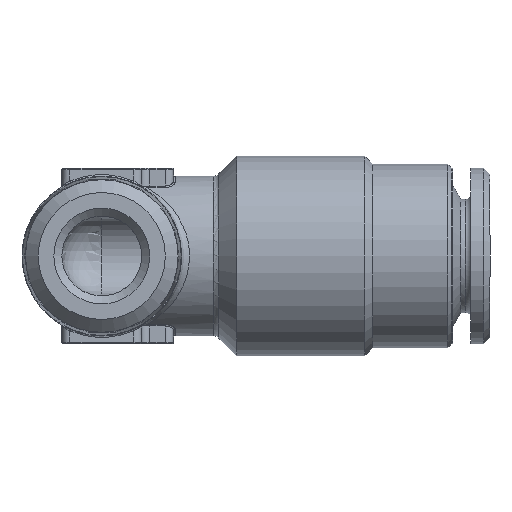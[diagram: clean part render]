
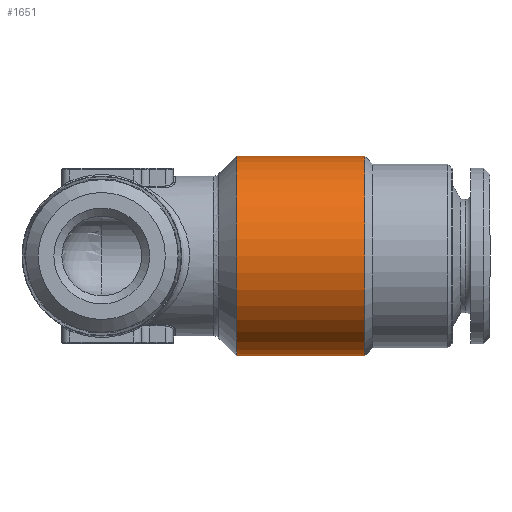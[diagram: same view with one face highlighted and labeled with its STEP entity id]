
A CAD part, front view. The second image highlights one B-rep face of the part: STEP entity #1651.
In plain terms, the highlighted cylindrical face has radius 6.25 mm (diameter 12.5 mm), a full revolution.
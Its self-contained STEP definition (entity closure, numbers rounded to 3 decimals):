
#112=CYLINDRICAL_SURFACE('',#1800,6.25);
#174=FACE_BOUND('',#483,.T.);
#353=FACE_OUTER_BOUND('',#482,.T.);
#482=EDGE_LOOP('',(#1204));
#483=EDGE_LOOP('',(#1205));
#620=CIRCLE('',#1799,6.25);
#621=CIRCLE('',#1801,6.25);
#758=VERTEX_POINT('',#2610);
#759=VERTEX_POINT('',#2613);
#921=EDGE_CURVE('',#758,#758,#620,.T.);
#922=EDGE_CURVE('',#759,#759,#621,.T.);
#1204=ORIENTED_EDGE('',*,*,#921,.T.);
#1205=ORIENTED_EDGE('',*,*,#922,.T.);
#1651=ADVANCED_FACE('',(#353,#174),#112,.T.);
#1799=AXIS2_PLACEMENT_3D('',#2611,#2089,#2090);
#1800=AXIS2_PLACEMENT_3D('',#2612,#2091,#2092);
#1801=AXIS2_PLACEMENT_3D('',#2614,#2093,#2094);
#2089=DIRECTION('center_axis',(-1.,0.,0.));
#2090=DIRECTION('ref_axis',(0.,0.,1.));
#2091=DIRECTION('center_axis',(-1.,0.,0.));
#2092=DIRECTION('ref_axis',(0.,0.,1.));
#2093=DIRECTION('center_axis',(1.,0.,0.));
#2094=DIRECTION('ref_axis',(0.,0.,-1.));
#2610=CARTESIAN_POINT('',(16.5,0.,6.25));
#2611=CARTESIAN_POINT('Origin',(16.5,0.,0.));
#2612=CARTESIAN_POINT('Origin',(-5.798,0.,0.));
#2613=CARTESIAN_POINT('',(8.45,0.,6.25));
#2614=CARTESIAN_POINT('Origin',(8.45,0.,0.));
